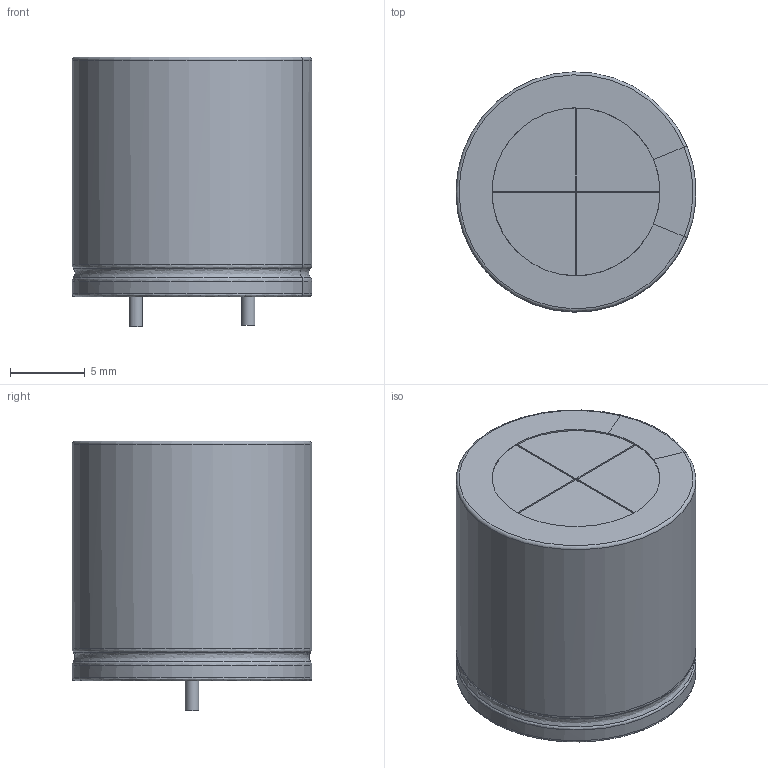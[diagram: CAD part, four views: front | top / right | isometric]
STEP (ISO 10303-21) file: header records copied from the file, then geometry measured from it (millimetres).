
FILE_DESCRIPTION(/* description */ ('model of CP_Radial_D16.0mm_P7.50mm'),/* implementation_level */ '2;1');
FILE_NAME(/* name */ 'CP_Radial_D16.0mm_P7.50mm.step',/* time_stamp */ '2017-05-20T20:36:28',/* author */ ('kicad StepUp','ksu'),/* organization */ ('FreeCAD'),/* preprocessor_version */ 'OCC',/* originating_system */ 'kicad StepUp',/* authorisation */ '');
FILE_SCHEMA(('AUTOMOTIVE_DESIGN_CC2 { 1 2 10303 214 -1 1 5 4 }'));
Length unit declared in the file: millimetre
Products named in the file (1): CP_Radial_D160mm_P750mm
Bounding box: 16 x 16 x 18 mm (x, y, z)
Volume: 3173.1 mm3; surface area: 1430 mm2
Topology: 1 solids, 2 shells, 56 faces, 154 edges, 107 vertices
Faces by surface type: plane 23, cylinder 17, bspline 8, revolution 6, torus 2
Full cylindrical faces by diameter (mm): 0.9 x2
Entity records: 1772 total; most frequent: CARTESIAN_POINT 694, ORIENTED_EDGE 261, EDGE_CURVE 154, VERTEX_POINT 107, AXIS2_PLACEMENT_3D 63, FACE_BOUND 61, EDGE_LOOP 61, ADVANCED_FACE 56
